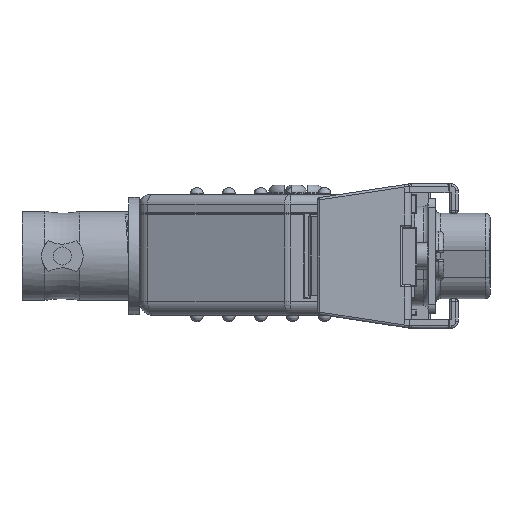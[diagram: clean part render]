
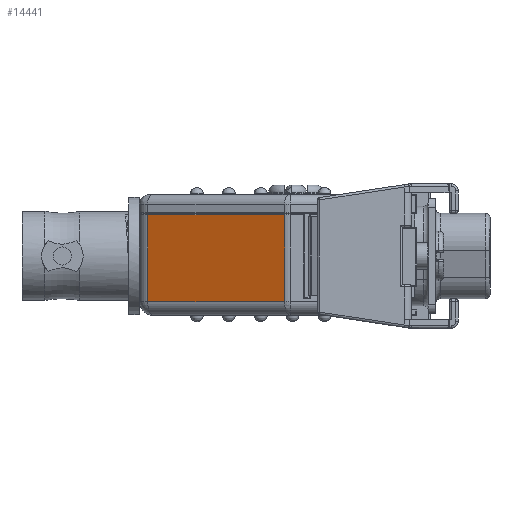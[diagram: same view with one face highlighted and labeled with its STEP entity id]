
A CAD part, left-side view. The second image highlights one B-rep face of the part: STEP entity #14441.
In plain terms, the highlighted planar face has unit normal (-0.916, 0.401, 0).
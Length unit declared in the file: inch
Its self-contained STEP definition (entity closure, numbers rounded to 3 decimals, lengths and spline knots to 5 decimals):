
#1846=FACE_OUTER_BOUND('',#2774,.T.);
#2774=EDGE_LOOP('',(#9215,#9216,#9217,#9218));
#3853=LINE('',#21741,#4847);
#3866=LINE('',#21794,#4860);
#3867=LINE('',#21797,#4861);
#3868=LINE('',#21798,#4862);
#4847=VECTOR('',#17199,0.3937);
#4860=VECTOR('',#17254,0.3937);
#4861=VECTOR('',#17257,0.3937);
#4862=VECTOR('',#17258,0.3937);
#5856=VERTEX_POINT('',#21738);
#5857=VERTEX_POINT('',#21740);
#5876=VERTEX_POINT('',#21791);
#5877=VERTEX_POINT('',#21796);
#7124=EDGE_CURVE('',#5856,#5857,#3853,.T.);
#7149=EDGE_CURVE('',#5857,#5876,#3866,.T.);
#7150=EDGE_CURVE('',#5876,#5877,#3867,.T.);
#7151=EDGE_CURVE('',#5877,#5856,#3868,.T.);
#9215=ORIENTED_EDGE('',*,*,#7150,.F.);
#9216=ORIENTED_EDGE('',*,*,#7149,.F.);
#9217=ORIENTED_EDGE('',*,*,#7124,.F.);
#9218=ORIENTED_EDGE('',*,*,#7151,.F.);
#13233=PLANE('',#15407);
#14441=ADVANCED_FACE('',(#1846),#13233,.T.);
#15407=AXIS2_PLACEMENT_3D('',#21795,#17255,#17256);
#17199=DIRECTION('',(0.401,0.916,0.));
#17254=DIRECTION('',(0.,0.,1.));
#17255=DIRECTION('center_axis',(-0.916,0.401,0.));
#17256=DIRECTION('ref_axis',(0.,0.,
1.));
#17257=DIRECTION('',(-0.401,-0.916,0.));
#17258=DIRECTION('',(0.,0.,-1.));
#21738=CARTESIAN_POINT('',(-1.06005,0.875,-0.19402));
#21740=CARTESIAN_POINT('',(-0.80489,1.45822,-0.19402));
#21741=CARTESIAN_POINT('',(-0.98111,1.05542,-0.19402));
#21791=CARTESIAN_POINT('',(-0.80489,1.45822,0.17606));
#21794=CARTESIAN_POINT('',(-0.80489,1.45822,-0.25307));
#21795=CARTESIAN_POINT('Origin',(-1.065,0.86368,-0.25307));
#21796=CARTESIAN_POINT('',(-1.06005,0.875,0.17606));
#21797=CARTESIAN_POINT('',(-0.98111,1.05542,0.17606));
#21798=CARTESIAN_POINT('',(-1.06005,0.875,-0.25307));
